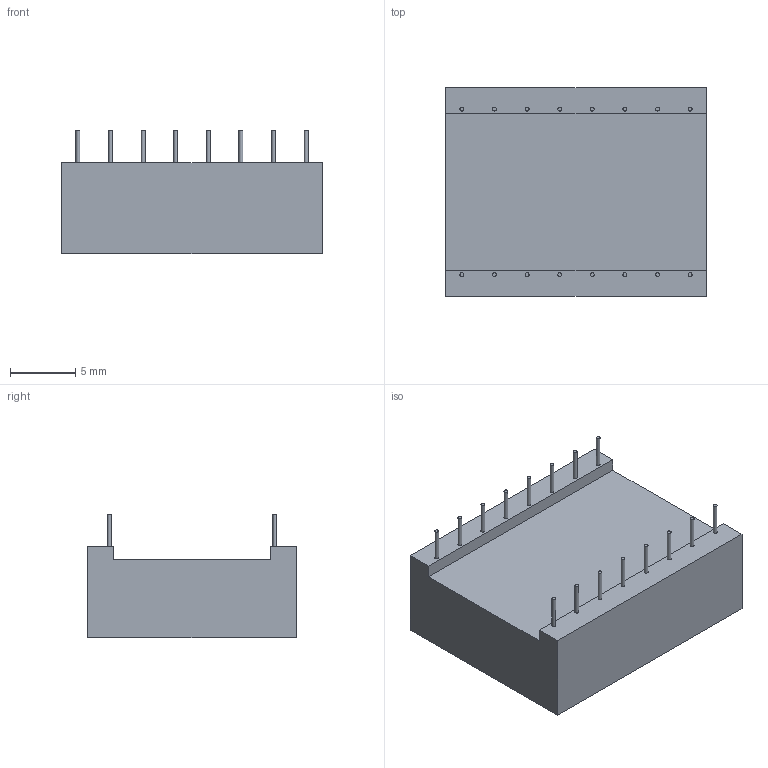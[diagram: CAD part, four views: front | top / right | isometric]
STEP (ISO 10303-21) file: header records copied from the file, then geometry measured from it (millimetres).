
FILE_DESCRIPTION(('STEP AP203'), '1');
FILE_NAME('KT20401DC', '2024-02-13T11:51:00', ('ava'), (''), 'ASCON STEP Converter 1.3', 'ASCON Math Kernel', '');
FILE_SCHEMA(('CONFIG_CONTROL_DESIGN'));
Length unit declared in the file: millimetre
Products named in the file (1): 10
Bounding box: 20 x 16 x 9.5 mm (x, y, z)
Volume: 2002.2 mm3; surface area: 1199 mm2
Topology: 1 solids, 1 shells, 268 faces, 732 edges, 488 vertices
Faces by surface type: cylinder 204, plane 64
Full cylindrical faces by diameter (mm): 0.3 x16
Entity records: 10440 total; most frequent: DIRECTION 1662, CARTESIAN_POINT 1473, ORIENTED_EDGE 1432, EDGE_CURVE 716, AXIS2_PLACEMENT_3D 677, VERTEX_POINT 488, CIRCLE 408, LINE 308
